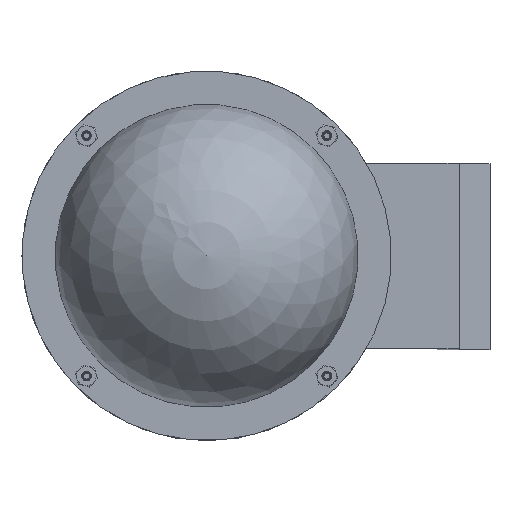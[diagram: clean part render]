
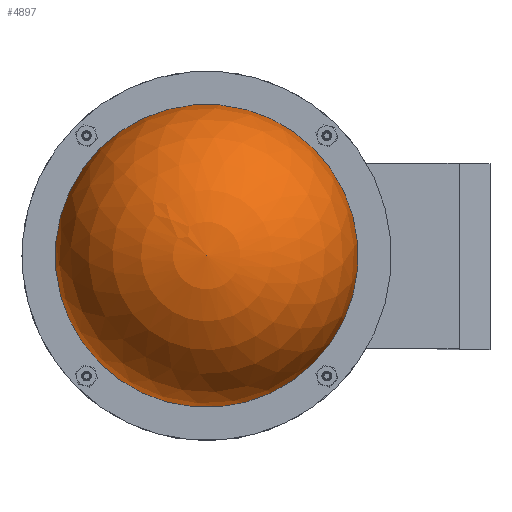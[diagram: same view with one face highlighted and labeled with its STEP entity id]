
A CAD part, top view. The second image highlights one B-rep face of the part: STEP entity #4897.
In plain terms, the highlighted spherical face has radius 49 mm.
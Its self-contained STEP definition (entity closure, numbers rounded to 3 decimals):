
#380=SPHERICAL_SURFACE('',#5354,49.);
#645=FACE_OUTER_BOUND('',#983,.T.);
#983=EDGE_LOOP('',(#3550,#3551,#3552));
#1808=CIRCLE('',#5353,49.);
#1809=CIRCLE('',#5355,49.);
#2075=VERTEX_POINT('',#7459);
#2076=VERTEX_POINT('',#7463);
#2624=EDGE_CURVE('',#2075,#2075,#1808,.T.);
#2626=EDGE_CURVE('',#2076,#2075,#1809,.T.);
#3550=ORIENTED_EDGE('',*,*,#2624,.T.);
#3551=ORIENTED_EDGE('',*,*,#2626,.F.);
#3552=ORIENTED_EDGE('',*,*,#2626,.T.);
#4897=ADVANCED_FACE('',(#645),#380,.T.);
#5353=AXIS2_PLACEMENT_3D('',#7460,#6155,#6156);
#5354=AXIS2_PLACEMENT_3D('',#7462,#6158,#6159);
#5355=AXIS2_PLACEMENT_3D('',#7464,#6160,#6161);
#6155=DIRECTION('center_axis',(0.,0.,1.));
#6156=DIRECTION('ref_axis',(1.,0.,0.));
#6158=DIRECTION('center_axis',(0.,0.,1.));
#6159=DIRECTION('ref_axis',(1.,0.,0.));
#6160=DIRECTION('center_axis',(0.,-1.,0.));
#6161=DIRECTION('ref_axis',(-1.,0.,0.));
#7459=CARTESIAN_POINT('',(-49.,0.,0.));
#7460=CARTESIAN_POINT('Origin',(0.,0.,0.));
#7462=CARTESIAN_POINT('Origin',(0.,0.,0.));
#7463=CARTESIAN_POINT('',(0.,0.,49.));
#7464=CARTESIAN_POINT('Origin',(0.,0.,0.));
